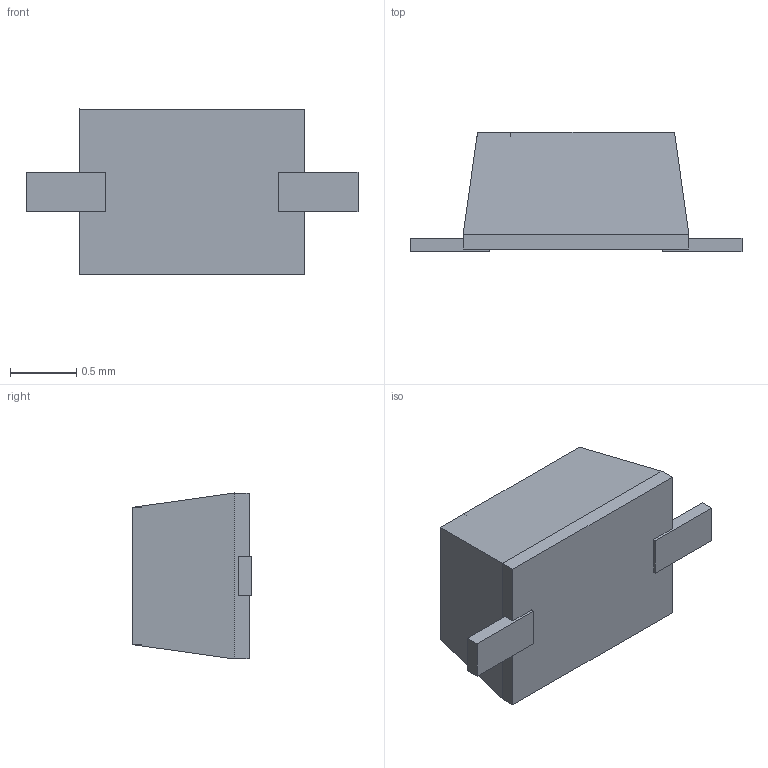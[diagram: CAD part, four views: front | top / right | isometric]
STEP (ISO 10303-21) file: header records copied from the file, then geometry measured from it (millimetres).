
FILE_DESCRIPTION (( 'STEP AP214' ), '1' );
FILE_NAME ('RF01VM2SFHTE-17.STEP', '2023-05-25T12:49:46', ( '' ), ( '' ), 'SwSTEP 2.0', 'SolidWorks 2021', '' );
FILE_SCHEMA (( 'AUTOMOTIVE_DESIGN' ));
Length unit declared in the file: millimetre
Products named in the file (1): RF01VM2SFHTE-17
Bounding box: 2.5 x 0.9 x 1.25 mm (x, y, z)
Volume: 1.7 mm3; surface area: 10.7 mm2
Topology: 4 solids, 4 shells, 41 faces, 91 edges, 58 vertices
Faces by surface type: plane 41
Entity records: 1162 total; most frequent: CARTESIAN_POINT 191, ORIENTED_EDGE 182, DIRECTION 175, VECTOR 91, EDGE_CURVE 91, LINE 91, VERTEX_POINT 58, AXIS2_PLACEMENT_3D 42
